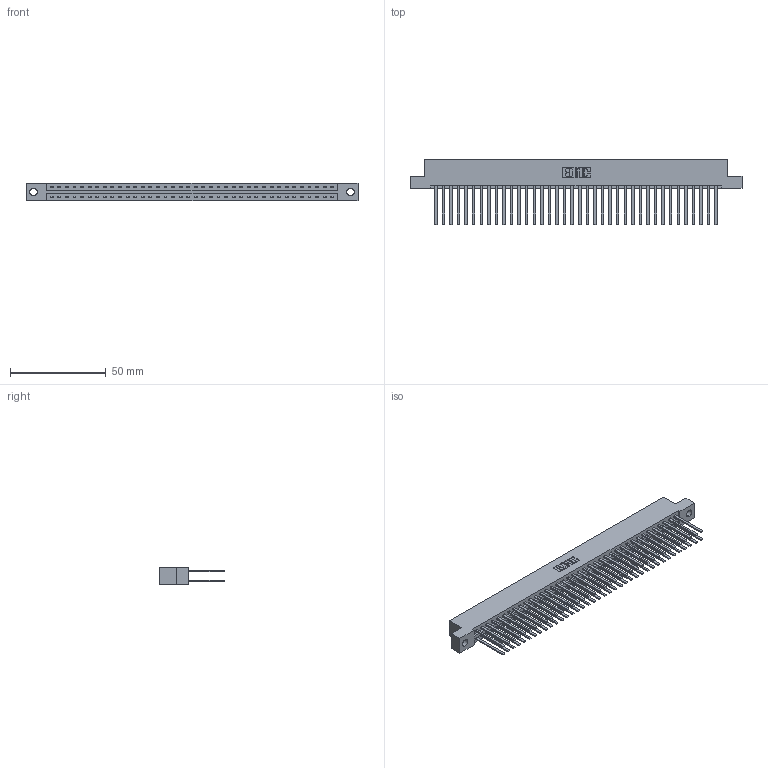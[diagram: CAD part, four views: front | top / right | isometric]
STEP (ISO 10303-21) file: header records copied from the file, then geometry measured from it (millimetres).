
FILE_DESCRIPTION (( 'STEP AP203' ), '1' );
FILE_NAME ('337-076-544-204.STEP', '2018-08-11T20:43:07', ( '' ), ( '' ), 'SwSTEP 2.0', 'SolidWorks 2016', '' );
FILE_SCHEMA (( 'CONFIG_CONTROL_DESIGN' ));
Length unit declared in the file: inch
Products named in the file (3): 337 Part_Flush Mounting Lugs - 0.156 Dia-TH; 345-292-001_345-293-144; 337-076-544-204
Assembly tree (77 placements, depth 2):
  337-076-544-204
    337 Part_Flush Mounting Lugs - 0.156 Dia-TH
    345-292-001_345-293-144  x76
Bounding box: 173.58 x 34.3 x 9.4 mm (x, y, z)
Volume: 19217.9 mm3; surface area: 24964.7 mm2
Topology: 77 solids, 77 shells, 3762 faces, 11179 edges, 7350 vertices
Faces by surface type: plane 2654, cylinder 1108
Entity records: 29799 total; most frequent: CARTESIAN_POINT 5022, ORIENTED_EDGE 4958, DIRECTION 4275, EDGE_CURVE 2479, LINE 2355, VECTOR 2355, VERTEX_POINT 1650, AXIS2_PLACEMENT_3D 960
